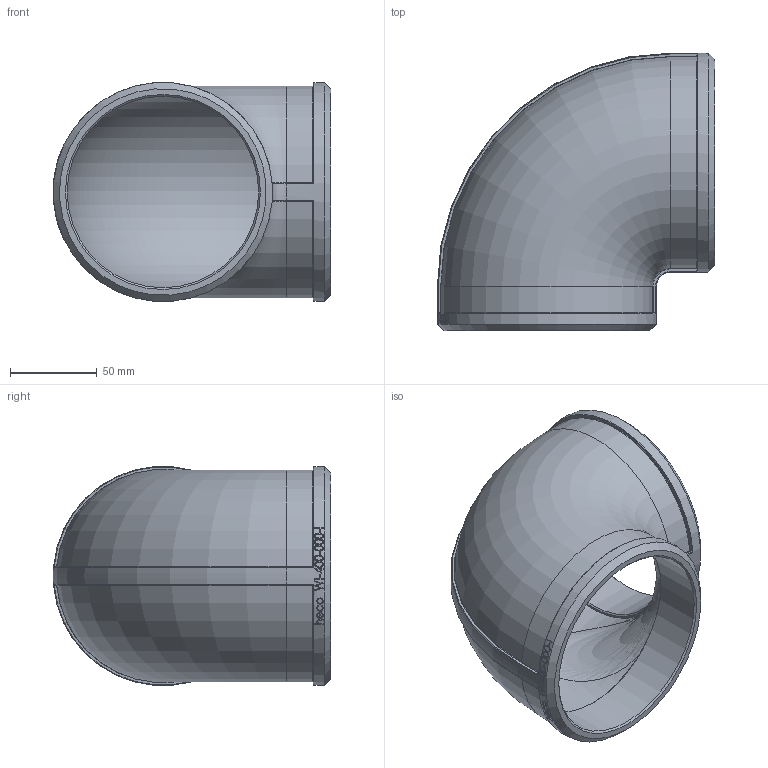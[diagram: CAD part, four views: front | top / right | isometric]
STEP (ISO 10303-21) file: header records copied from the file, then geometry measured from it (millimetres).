
FILE_DESCRIPTION (( 'STEP AP214' ), '1' );
FILE_NAME ('heco_WI-400-000-I1.STEP', '2016-07-11T11:55:47', ( '' ), ( '' ), 'SwSTEP 2.0', 'SolidWorks 2011', '' );
FILE_SCHEMA (( 'AUTOMOTIVE_DESIGN' ));
Length unit declared in the file: millimetre
Products named in the file (1): heco_WI-400-000-I1
Bounding box: 159.55 x 159.48 x 125.6 mm (x, y, z)
Volume: 301930.3 mm3; surface area: 127162.3 mm2
Topology: 1 solids, 1 shells, 253 faces, 618 edges, 392 vertices
Faces by surface type: bspline 103, plane 58, cylinder 57, torus 21, sphere 8, cone 6
Full cylindrical faces by diameter (mm): 110.072 x2, 126 x2
Entity records: 33904 total; most frequent: CARTESIAN_POINT 26942, ORIENTED_EDGE 1202, DIRECTION 819, EDGE_CURVE 601, VERTEX_POINT 386, AXIS2_PLACEMENT_3D 295, EDGE_LOOP 291, FACE_OUTER_BOUND 257
